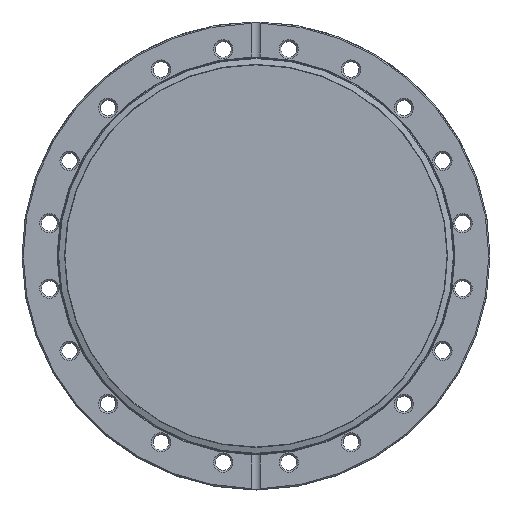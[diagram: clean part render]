
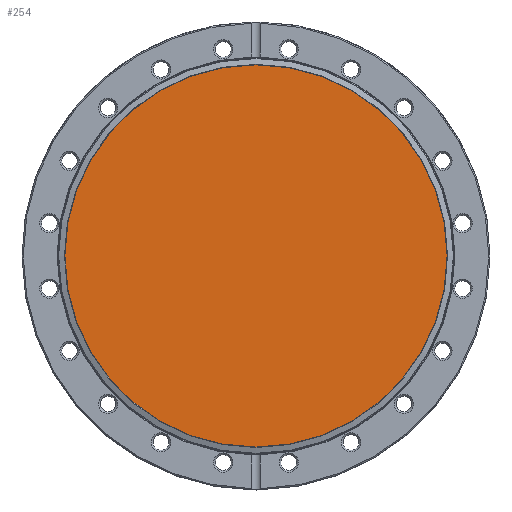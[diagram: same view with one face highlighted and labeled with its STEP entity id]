
A CAD part, top view. The second image highlights one B-rep face of the part: STEP entity #254.
In plain terms, the highlighted planar face has unit normal (0, 0, 1).
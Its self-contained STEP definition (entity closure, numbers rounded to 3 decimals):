
#254 = ADVANCED_FACE( '', ( #535 ), #536, .F. );
#535 = FACE_OUTER_BOUND( '', #823, .T. );
#536 = PLANE( '', #824 );
#823 = EDGE_LOOP( '', ( #1311 ) );
#824 = AXIS2_PLACEMENT_3D( '', #1312, #1313, #1314 );
#1311 = ORIENTED_EDGE( '', *, *, #1452, .T. );
#1312 = CARTESIAN_POINT( '', ( 0., 0., 7.112 ) );
#1313 = DIRECTION( '', ( 0., 0., -1. ) );
#1314 = DIRECTION( '', ( -1., 0., 0. ) );
#1452 = EDGE_CURVE( '', #1682, #1682, #1683, .T. );
#1682 = VERTEX_POINT( '', #2004 );
#1683 = CIRCLE( '', #2005, 82.683 );
#2004 = CARTESIAN_POINT( '', ( 82.683, 0., 7.112 ) );
#2005 = AXIS2_PLACEMENT_3D( '', #2318, #2319, #2320 );
#2318 = CARTESIAN_POINT( '', ( 0., 0., 7.112 ) );
#2319 = DIRECTION( '', ( 0., 0., 1. ) );
#2320 = DIRECTION( '', ( 1., 0., 0. ) );
